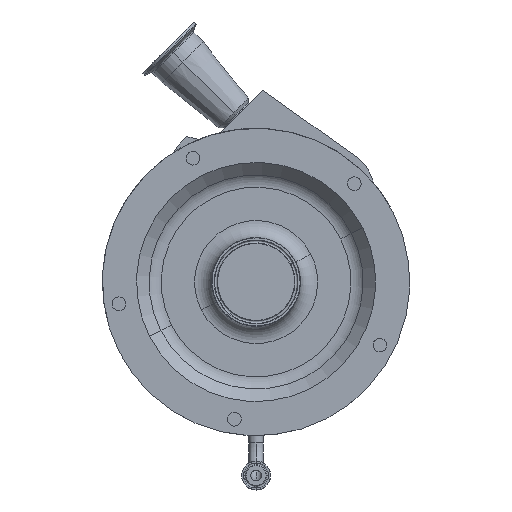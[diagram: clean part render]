
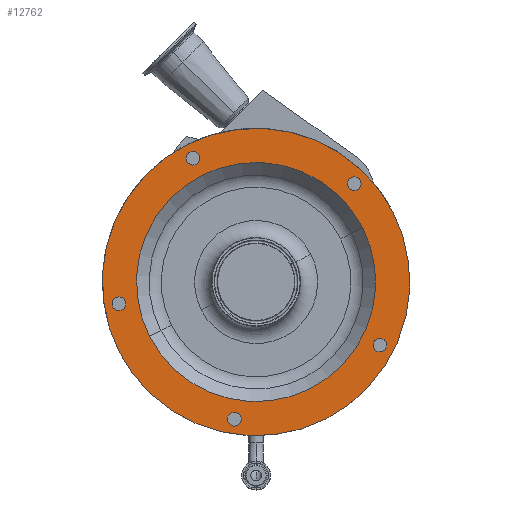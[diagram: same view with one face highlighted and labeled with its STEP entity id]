
A CAD part, top view. The second image highlights one B-rep face of the part: STEP entity #12762.
In plain terms, the highlighted planar face has unit normal (0, 0, 1).
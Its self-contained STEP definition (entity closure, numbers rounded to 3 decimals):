
#7 = AXIS2_PLACEMENT_3D ( 'NONE', #13442, #17801, #5209 ) ;
#184 = EDGE_CURVE ( 'NONE', #7148, #4519, #12488, .T. ) ;
#214 = CARTESIAN_POINT ( 'NONE',  ( 0., 0., 222. ) ) ;
#415 = DIRECTION ( 'NONE',  ( 0., 0., 1. ) ) ;
#616 = VERTEX_POINT ( 'NONE', #17229 ) ;
#742 = FACE_BOUND ( 'NONE', #15917, .T. ) ;
#778 = CARTESIAN_POINT ( 'NONE',  ( -119.559, -25.011, 222. ) ) ;
#815 = AXIS2_PLACEMENT_3D ( 'NONE', #17183, #8127, #8548 ) ;
#839 = VERTEX_POINT ( 'NONE', #11510 ) ;
#920 = FACE_BOUND ( 'NONE', #17394, .T. ) ;
#983 = ORIENTED_EDGE ( 'NONE', *, *, #15642, .F. ) ;
#1173 = CIRCLE ( 'NONE', #10929, 6. ) ;
#1454 = DIRECTION ( 'NONE',  ( 0.891, 0.454, 0. ) ) ;
#1550 = ORIENTED_EDGE ( 'NONE', *, *, #10776, .T. ) ;
#1884 = CARTESIAN_POINT ( 'NONE',  ( -25.011, -119.559, 222. ) ) ;
#2007 = VERTEX_POINT ( 'NONE', #778 ) ;
#2304 = DIRECTION ( 'NONE',  ( -0.454, -0.891, 0. ) ) ;
#2368 = CARTESIAN_POINT ( 'NONE',  ( -120.498, -19.085, 222. ) ) ;
#2452 = CIRCLE ( 'NONE', #12768, 6. ) ;
#2672 = DIRECTION ( 'NONE',  ( 0., 0., 1. ) ) ;
#2708 = VERTEX_POINT ( 'NONE', #4152 ) ;
#2995 = DIRECTION ( 'NONE',  ( 0., 0., 1. ) ) ;
#3195 = CARTESIAN_POINT ( 'NONE',  ( -55.387, 108.703, 222. ) ) ;
#3471 = DIRECTION ( 'NONE',  ( 0.707, -0.707, 0. ) ) ;
#3713 = FACE_BOUND ( 'NONE', #18173, .T. ) ;
#3826 = ORIENTED_EDGE ( 'NONE', *, *, #15886, .F. ) ;
#3908 = CARTESIAN_POINT ( 'NONE',  ( -13.159, -121.437, 222. ) ) ;
#3913 = EDGE_CURVE ( 'NONE', #9310, #14901, #13011, .T. ) ;
#3925 = CIRCLE ( 'NONE', #7462, 135. ) ;
#4007 = ORIENTED_EDGE ( 'NONE', *, *, #12974, .F. ) ;
#4152 = CARTESIAN_POINT ( 'NONE',  ( 111.427, -50.041, 222. ) ) ;
#4467 = DIRECTION ( 'NONE',  ( 0., 0., 1. ) ) ;
#4519 = VERTEX_POINT ( 'NONE', #7325 ) ;
#4522 = ORIENTED_EDGE ( 'NONE', *, *, #184, .F. ) ;
#4647 = VERTEX_POINT ( 'NONE', #16197 ) ;
#4828 = DIRECTION ( 'NONE',  ( 0., 0., 1. ) ) ;
#4879 = ORIENTED_EDGE ( 'NONE', *, *, #11611, .F. ) ;
#4914 = PLANE ( 'NONE',  #15149 ) ;
#4945 = EDGE_CURVE ( 'NONE', #2708, #17223, #7710, .T. ) ;
#5050 = DIRECTION ( 'NONE',  ( 0., 0., 1. ) ) ;
#5085 = AXIS2_PLACEMENT_3D ( 'NONE', #8028, #13584, #2304 ) ;
#5119 = DIRECTION ( 'NONE',  ( -0.454, -0.891, 0. ) ) ;
#5209 = DIRECTION ( 'NONE',  ( -0.988, 0.156, 0. ) ) ;
#5238 = CARTESIAN_POINT ( 'NONE',  ( -60.733, 105.979, 222. ) ) ;
#5257 = EDGE_LOOP ( 'NONE', ( #11418, #12870 ) ) ;
#5301 = DIRECTION ( 'NONE',  ( 0., 0., 1. ) ) ;
#5404 = DIRECTION ( 'NONE',  ( -0.156, 0.988, 0. ) ) ;
#5530 = CARTESIAN_POINT ( 'NONE',  ( -55.387, 108.703, 222. ) ) ;
#5856 = DIRECTION ( 'NONE',  ( 0.891, 0.454, 0. ) ) ;
#5991 = AXIS2_PLACEMENT_3D ( 'NONE', #10389, #2995, #10104 ) ;
#6414 = ORIENTED_EDGE ( 'NONE', *, *, #8157, .F. ) ;
#7109 = EDGE_LOOP ( 'NONE', ( #9929, #1550 ) ) ;
#7148 = VERTEX_POINT ( 'NONE', #5238 ) ;
#7325 = CARTESIAN_POINT ( 'NONE',  ( -50.041, 111.427, 222. ) ) ;
#7462 = AXIS2_PLACEMENT_3D ( 'NONE', #214, #4467, #5856 ) ;
#7679 = CARTESIAN_POINT ( 'NONE',  ( 0., 0., 222. ) ) ;
#7710 = CIRCLE ( 'NONE', #5085, 6. ) ;
#7830 = VERTEX_POINT ( 'NONE', #14801 ) ;
#8028 = CARTESIAN_POINT ( 'NONE',  ( 108.703, -55.387, 222. ) ) ;
#8127 = DIRECTION ( 'NONE',  ( 0., 0., 1. ) ) ;
#8129 = FACE_OUTER_BOUND ( 'NONE', #7109, .T. ) ;
#8157 = EDGE_CURVE ( 'NONE', #616, #839, #1173, .T. ) ;
#8179 = EDGE_CURVE ( 'NONE', #17223, #2708, #13002, .T. ) ;
#8548 = DIRECTION ( 'NONE',  ( 0.707, -0.707, 0. ) ) ;
#8719 = CARTESIAN_POINT ( 'NONE',  ( 86.267, 86.267, 222. ) ) ;
#8885 = DIRECTION ( 'NONE',  ( -0.988, 0.156, 0. ) ) ;
#9041 = CIRCLE ( 'NONE', #16732, 105. ) ;
#9102 = DIRECTION ( 'NONE',  ( 0., 0., 1. ) ) ;
#9159 = FACE_BOUND ( 'NONE', #5257, .T. ) ;
#9161 = AXIS2_PLACEMENT_3D ( 'NONE', #13716, #5301, #5119 ) ;
#9250 = AXIS2_PLACEMENT_3D ( 'NONE', #15210, #5050, #5404 ) ;
#9310 = VERTEX_POINT ( 'NONE', #3908 ) ;
#9391 = CIRCLE ( 'NONE', #815, 6. ) ;
#9430 = DIRECTION ( 'NONE',  ( 0., -1., 0. ) ) ;
#9814 = CIRCLE ( 'NONE', #5991, 135. ) ;
#9929 = ORIENTED_EDGE ( 'NONE', *, *, #10783, .T. ) ;
#10104 = DIRECTION ( 'NONE',  ( 0.891, 0.454, 0. ) ) ;
#10271 = CARTESIAN_POINT ( 'NONE',  ( 93.556, 47.669, 222. ) ) ;
#10389 = CARTESIAN_POINT ( 'NONE',  ( 0., 0., 222. ) ) ;
#10776 = EDGE_CURVE ( 'NONE', #11878, #14514, #3925, .T. ) ;
#10783 = EDGE_CURVE ( 'NONE', #14514, #11878, #9814, .T. ) ;
#10841 = AXIS2_PLACEMENT_3D ( 'NONE', #7679, #4828, #15942 ) ;
#10929 = AXIS2_PLACEMENT_3D ( 'NONE', #8719, #9102, #3471 ) ;
#11052 = DIRECTION ( 'NONE',  ( -0.156, 0.988, 0. ) ) ;
#11162 = CIRCLE ( 'NONE', #12058, 6. ) ;
#11183 = ORIENTED_EDGE ( 'NONE', *, *, #4945, .F. ) ;
#11314 = AXIS2_PLACEMENT_3D ( 'NONE', #3195, #415, #13094 ) ;
#11381 = AXIS2_PLACEMENT_3D ( 'NONE', #5530, #16743, #15253 ) ;
#11418 = ORIENTED_EDGE ( 'NONE', *, *, #12675, .F. ) ;
#11510 = CARTESIAN_POINT ( 'NONE',  ( 90.51, 82.024, 222. ) ) ;
#11611 = EDGE_CURVE ( 'NONE', #4647, #2007, #13096, .T. ) ;
#11878 = VERTEX_POINT ( 'NONE', #16877 ) ;
#12058 = AXIS2_PLACEMENT_3D ( 'NONE', #2368, #13656, #11052 ) ;
#12204 = CARTESIAN_POINT ( 'NONE',  ( -17.706, 34.749, 222. ) ) ;
#12488 = CIRCLE ( 'NONE', #11314, 6. ) ;
#12675 = EDGE_CURVE ( 'NONE', #14901, #9310, #2452, .T. ) ;
#12762 = ADVANCED_FACE ( 'NONE', ( #8129, #16298, #742, #9159, #13597, #3713, #920 ), #4914, .F. ) ;
#12768 = AXIS2_PLACEMENT_3D ( 'NONE', #17424, #17336, #8885 ) ;
#12870 = ORIENTED_EDGE ( 'NONE', *, *, #3913, .F. ) ;
#12974 = EDGE_CURVE ( 'NONE', #4519, #7148, #13471, .T. ) ;
#13002 = CIRCLE ( 'NONE', #9161, 6. ) ;
#13011 = CIRCLE ( 'NONE', #7, 6. ) ;
#13094 = DIRECTION ( 'NONE',  ( 0.891, 0.454, 0. ) ) ;
#13096 = CIRCLE ( 'NONE', #9250, 6. ) ;
#13442 = CARTESIAN_POINT ( 'NONE',  ( -19.085, -120.498, 222. ) ) ;
#13471 = CIRCLE ( 'NONE', #11381, 6. ) ;
#13584 = DIRECTION ( 'NONE',  ( 0., 0., 1. ) ) ;
#13597 = FACE_BOUND ( 'NONE', #16934, .T. ) ;
#13656 = DIRECTION ( 'NONE',  ( 0., 0., 1. ) ) ;
#13716 = CARTESIAN_POINT ( 'NONE',  ( 108.703, -55.387, 222. ) ) ;
#13919 = EDGE_CURVE ( 'NONE', #18335, #7830, #9041, .T. ) ;
#14018 = ORIENTED_EDGE ( 'NONE', *, *, #8179, .F. ) ;
#14108 = CARTESIAN_POINT ( 'NONE',  ( 120.286, 61.289, 222. ) ) ;
#14215 = CARTESIAN_POINT ( 'NONE',  ( 0., 0., 222. ) ) ;
#14514 = VERTEX_POINT ( 'NONE', #14108 ) ;
#14801 = CARTESIAN_POINT ( 'NONE',  ( -93.556, -47.669, 222. ) ) ;
#14901 = VERTEX_POINT ( 'NONE', #1884 ) ;
#15107 = ORIENTED_EDGE ( 'NONE', *, *, #16647, .F. ) ;
#15149 = AXIS2_PLACEMENT_3D ( 'NONE', #12204, #16211, #9430 ) ;
#15210 = CARTESIAN_POINT ( 'NONE',  ( -120.498, -19.085, 222. ) ) ;
#15253 = DIRECTION ( 'NONE',  ( 0.891, 0.454, 0. ) ) ;
#15642 = EDGE_CURVE ( 'NONE', #839, #616, #9391, .T. ) ;
#15886 = EDGE_CURVE ( 'NONE', #2007, #4647, #11162, .T. ) ;
#15917 = EDGE_LOOP ( 'NONE', ( #14018, #11183 ) ) ;
#15942 = DIRECTION ( 'NONE',  ( 0.891, 0.454, 0. ) ) ;
#16197 = CARTESIAN_POINT ( 'NONE',  ( -121.437, -13.159, 222. ) ) ;
#16211 = DIRECTION ( 'NONE',  ( 0., 0., -1. ) ) ;
#16298 = FACE_BOUND ( 'NONE', #17961, .T. ) ;
#16647 = EDGE_CURVE ( 'NONE', #7830, #18335, #17945, .T. ) ;
#16732 = AXIS2_PLACEMENT_3D ( 'NONE', #14215, #2672, #1454 ) ;
#16743 = DIRECTION ( 'NONE',  ( 0., 0., 1. ) ) ;
#16877 = CARTESIAN_POINT ( 'NONE',  ( -120.286, -61.289, 222. ) ) ;
#16934 = EDGE_LOOP ( 'NONE', ( #4879, #3826 ) ) ;
#17183 = CARTESIAN_POINT ( 'NONE',  ( 86.267, 86.267, 222. ) ) ;
#17223 = VERTEX_POINT ( 'NONE', #17476 ) ;
#17229 = CARTESIAN_POINT ( 'NONE',  ( 82.024, 90.51, 222. ) ) ;
#17336 = DIRECTION ( 'NONE',  ( 0., 0., 1. ) ) ;
#17394 = EDGE_LOOP ( 'NONE', ( #18329, #15107 ) ) ;
#17424 = CARTESIAN_POINT ( 'NONE',  ( -19.085, -120.498, 222. ) ) ;
#17476 = CARTESIAN_POINT ( 'NONE',  ( 105.979, -60.733, 222. ) ) ;
#17801 = DIRECTION ( 'NONE',  ( 0., 0., 1. ) ) ;
#17945 = CIRCLE ( 'NONE', #10841, 105. ) ;
#17961 = EDGE_LOOP ( 'NONE', ( #983, #6414 ) ) ;
#18173 = EDGE_LOOP ( 'NONE', ( #4007, #4522 ) ) ;
#18329 = ORIENTED_EDGE ( 'NONE', *, *, #13919, .F. ) ;
#18335 = VERTEX_POINT ( 'NONE', #10271 ) ;
